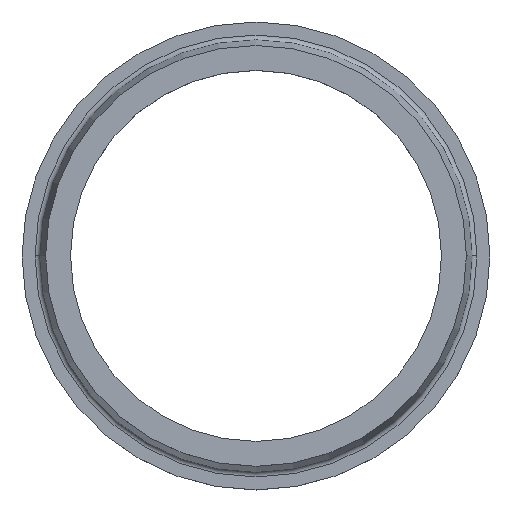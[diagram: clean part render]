
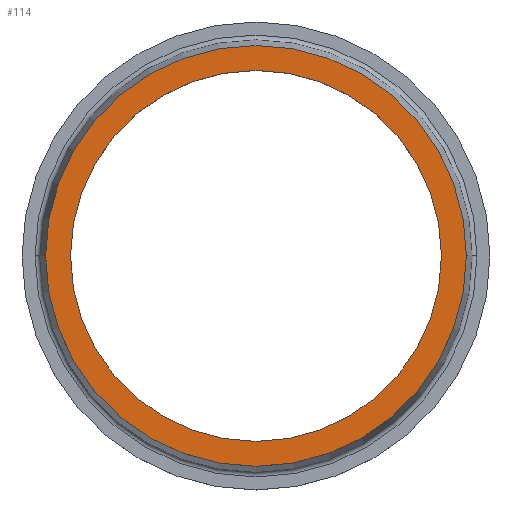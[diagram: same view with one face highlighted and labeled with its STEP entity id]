
A CAD part, top view. The second image highlights one B-rep face of the part: STEP entity #114.
In plain terms, the highlighted planar face has unit normal (0, 0, 1).
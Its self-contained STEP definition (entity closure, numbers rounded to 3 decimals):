
#3 = CARTESIAN_POINT ( 'NONE',  ( 0., 0., 165. ) ) ;
#5 = EDGE_CURVE ( 'NONE', #481, #36, #297, .T. ) ;
#8 = DIRECTION ( 'NONE',  ( 0., 0., 1. ) ) ;
#13 = DIRECTION ( 'NONE',  ( -1., 0., 0. ) ) ;
#23 = CIRCLE ( 'NONE', #322, 500. ) ;
#36 = VERTEX_POINT ( 'NONE', #366 ) ;
#43 = PLANE ( 'NONE',  #335 ) ;
#45 = CARTESIAN_POINT ( 'NONE',  ( -500., 0., 165. ) ) ;
#64 = CARTESIAN_POINT ( 'NONE',  ( -440.7, 0., 165. ) ) ;
#70 = ORIENTED_EDGE ( 'NONE', *, *, #215, .F. ) ;
#78 = DIRECTION ( 'NONE',  ( 0., 0., -1. ) ) ;
#89 = CARTESIAN_POINT ( 'NONE',  ( 500., 0., 165. ) ) ;
#114 = ADVANCED_FACE ( 'NONE', ( #233, #460 ), #43, .T. ) ;
#137 = ORIENTED_EDGE ( 'NONE', *, *, #178, .F. ) ;
#145 = DIRECTION ( 'NONE',  ( 0., 0., -1. ) ) ;
#149 = CARTESIAN_POINT ( 'NONE',  ( 0., 0., 165. ) ) ;
#151 = DIRECTION ( 'NONE',  ( -1., 0., 0. ) ) ;
#154 = CIRCLE ( 'NONE', #262, 500. ) ;
#167 = EDGE_LOOP ( 'NONE', ( #259, #360 ) ) ;
#178 = EDGE_CURVE ( 'NONE', #302, #319, #23, .T. ) ;
#203 = CIRCLE ( 'NONE', #432, 440.7 ) ;
#215 = EDGE_CURVE ( 'NONE', #319, #302, #154, .T. ) ;
#233 = FACE_BOUND ( 'NONE', #167, .T. ) ;
#247 = AXIS2_PLACEMENT_3D ( 'NONE', #3, #145, #406 ) ;
#259 = ORIENTED_EDGE ( 'NONE', *, *, #5, .T. ) ;
#260 = EDGE_LOOP ( 'NONE', ( #70, #137 ) ) ;
#262 = AXIS2_PLACEMENT_3D ( 'NONE', #457, #78, #13 ) ;
#297 = CIRCLE ( 'NONE', #247, 440.7 ) ;
#302 = VERTEX_POINT ( 'NONE', #89 ) ;
#308 = DIRECTION ( 'NONE',  ( -1., 0., 0. ) ) ;
#319 = VERTEX_POINT ( 'NONE', #45 ) ;
#322 = AXIS2_PLACEMENT_3D ( 'NONE', #149, #378, #308 ) ;
#335 = AXIS2_PLACEMENT_3D ( 'NONE', #412, #8, #344 ) ;
#344 = DIRECTION ( 'NONE',  ( 1., 0., 0. ) ) ;
#354 = EDGE_CURVE ( 'NONE', #36, #481, #203, .T. ) ;
#360 = ORIENTED_EDGE ( 'NONE', *, *, #354, .T. ) ;
#366 = CARTESIAN_POINT ( 'NONE',  ( 440.7, 0., 165. ) ) ;
#378 = DIRECTION ( 'NONE',  ( 0., 0., -1. ) ) ;
#393 = DIRECTION ( 'NONE',  ( 0., 0., -1. ) ) ;
#406 = DIRECTION ( 'NONE',  ( -1., 0., 0. ) ) ;
#412 = CARTESIAN_POINT ( 'NONE',  ( 0., 500., 165. ) ) ;
#432 = AXIS2_PLACEMENT_3D ( 'NONE', #456, #393, #151 ) ;
#456 = CARTESIAN_POINT ( 'NONE',  ( 0., 0., 165. ) ) ;
#457 = CARTESIAN_POINT ( 'NONE',  ( 0., 0., 165. ) ) ;
#460 = FACE_OUTER_BOUND ( 'NONE', #260, .T. ) ;
#481 = VERTEX_POINT ( 'NONE', #64 ) ;
